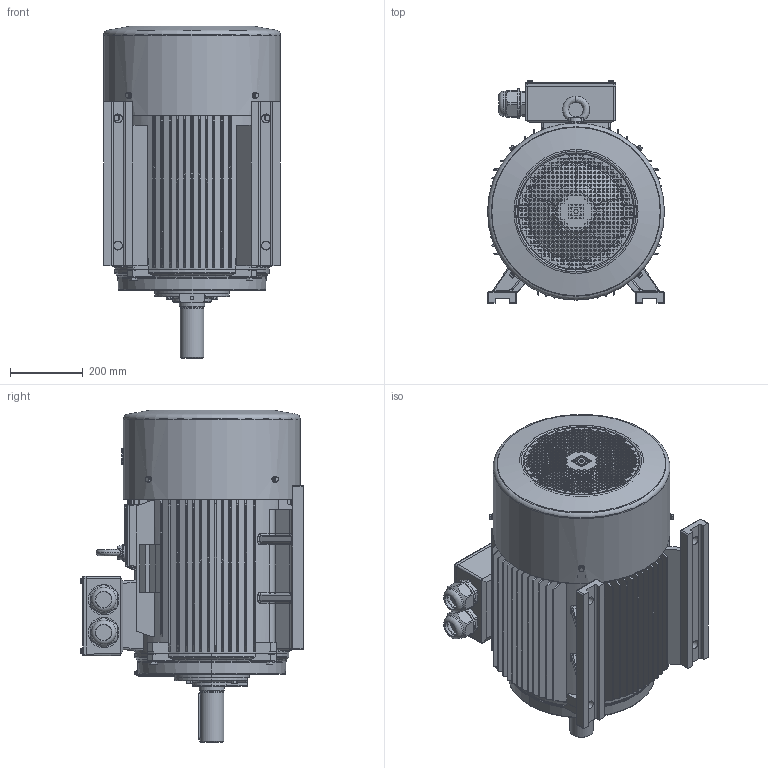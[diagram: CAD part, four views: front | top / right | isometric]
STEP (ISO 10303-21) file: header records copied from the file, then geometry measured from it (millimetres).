
FILE_DESCRIPTION(/* description */ (''),/* implementation_level */ '2;1');
FILE_NAME(/* name */ 'JM1-250M-4.6.8-B3.stp',/* time_stamp */ '2018-12-30T19:01:48+08:00',/* author */ (''),/* organization */ (''),/* preprocessor_version */ 'ST-DEVELOPER v16.7',/* originating_system */ 'SIEMENS PLM Software NX 12.0',/* authorisation */ '');
FILE_SCHEMA (('AP203_CONFIGURATION_CONTROLLED_3D_DESIGN_OF_MECHANICAL_PARTS_AND_ASSEMBLIES_MIM_LF { 1 0 10303 403 2 1 2}'));
Length unit declared in the file: millimetre
Products named in the file (1): JM1-250M-4.6.8-B3
Bounding box: 485 x 608.8 x 910.08 mm (x, y, z)
Volume: 29292923.3 mm3; surface area: 6080506.2 mm2
Topology: 61 solids, 61 shells, 5387 faces, 14912 edges, 9819 vertices
Faces by surface type: plane 3755, cylinder 924, cone 395, torus 259, bspline 48, sphere 6
Full cylindrical faces by diameter (mm): 2 x2, 7.188 x4, 8 x8, 8.4 x4, 9.026 x8, 10 x10, 10.863 x8, 11.2 x8, 12 x8, 12.6 x8, 16 x4, 20 x1, 24 x4, 43.312 x2, 51.188 x4, 61.031 x12, 63 x4, 64 x1, 64.969 x12, 65 x1, 67.922 x2, 69 x1, 70 x4, 83.672 x2, 90 x4, 481 x1, 485 x1
Entity records: 181818 total; most frequent: CARTESIAN_POINT 44099, ORIENTED_EDGE 28992, DIRECTION 26103, EDGE_CURVE 14496, LINE 10463, VECTOR 10463, VERTEX_POINT 9675, AXIS2_PLACEMENT_3D 7820
